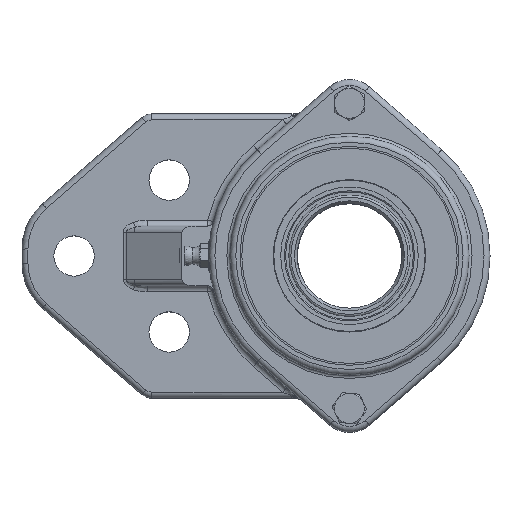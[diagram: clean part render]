
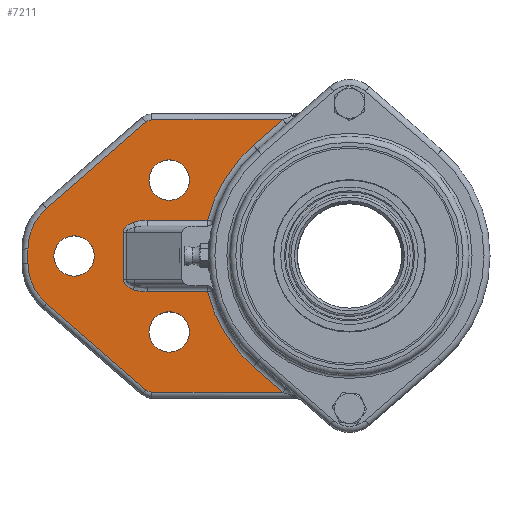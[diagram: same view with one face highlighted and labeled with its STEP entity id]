
A CAD part, top view. The second image highlights one B-rep face of the part: STEP entity #7211.
In plain terms, the highlighted planar face has unit normal (0, 0, 1).
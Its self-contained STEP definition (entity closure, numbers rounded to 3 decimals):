
#15=ELLIPSE('',#7801,8.,4.);
#17=ELLIPSE('',#7807,8.,4.);
#23=ELLIPSE('',#7830,8.,4.);
#24=ELLIPSE('',#7831,8.,4.);
#230=PLANE('',#7824);
#367=FACE_BOUND('',#1958,.T.);
#368=FACE_BOUND('',#1959,.T.);
#369=FACE_BOUND('',#1960,.T.);
#589=LINE('',#11781,#978);
#590=LINE('',#11816,#979);
#592=LINE('',#11921,#981);
#593=LINE('',#11925,#982);
#594=LINE('',#11929,#983);
#595=LINE('',#11933,#984);
#596=LINE('',#11937,#985);
#597=LINE('',#11939,#986);
#598=LINE('',#11943,#987);
#599=LINE('',#11948,#988);
#978=VECTOR('',#9139,10.);
#979=VECTOR('',#9158,10.);
#981=VECTOR('',#9178,10.);
#982=VECTOR('',#9181,10.);
#983=VECTOR('',#9184,10.);
#984=VECTOR('',#9187,10.);
#985=VECTOR('',#9190,10.);
#986=VECTOR('',#9191,10.);
#987=VECTOR('',#9194,10.);
#988=VECTOR('',#9199,10.);
#1529=FACE_OUTER_BOUND('',#1957,.T.);
#1957=EDGE_LOOP('',(#5215,#5216,#5217,#5218,#5219,#5220,#5221,#5222,#5223,
#5224,#5225,#5226,#5227,#5228,#5229,#5230,#5231,#5232,#5233,#5234));
#1958=EDGE_LOOP('',(#5235,#5236));
#1959=EDGE_LOOP('',(#5237,#5238));
#1960=EDGE_LOOP('',(#5239,#5240));
#2448=CIRCLE('',#7811,49.);
#2455=CIRCLE('',#7825,3.);
#2456=CIRCLE('',#7826,18.);
#2457=CIRCLE('',#7827,18.);
#2458=CIRCLE('',#7828,3.);
#2459=CIRCLE('',#7829,49.);
#2460=CIRCLE('',#7832,6.75);
#2461=CIRCLE('',#7833,6.75);
#2462=CIRCLE('',#7834,6.75);
#2463=CIRCLE('',#7835,6.75);
#2464=CIRCLE('',#7836,6.75);
#2465=CIRCLE('',#7837,6.75);
#3014=VERTEX_POINT('',#11766);
#3015=VERTEX_POINT('',#11768);
#3017=VERTEX_POINT('',#11774);
#3020=VERTEX_POINT('',#11779);
#3022=VERTEX_POINT('',#11806);
#3025=VERTEX_POINT('',#11814);
#3031=VERTEX_POINT('',#11920);
#3032=VERTEX_POINT('',#11922);
#3033=VERTEX_POINT('',#11924);
#3034=VERTEX_POINT('',#11926);
#3035=VERTEX_POINT('',#11928);
#3036=VERTEX_POINT('',#11930);
#3037=VERTEX_POINT('',#11932);
#3038=VERTEX_POINT('',#11934);
#3039=VERTEX_POINT('',#11936);
#3040=VERTEX_POINT('',#11938);
#3041=VERTEX_POINT('',#11940);
#3042=VERTEX_POINT('',#11942);
#3043=VERTEX_POINT('',#11944);
#3044=VERTEX_POINT('',#11946);
#3045=VERTEX_POINT('',#11949);
#3046=VERTEX_POINT('',#11950);
#3047=VERTEX_POINT('',#11953);
#3048=VERTEX_POINT('',#11954);
#3049=VERTEX_POINT('',#11957);
#3050=VERTEX_POINT('',#11958);
#3836=EDGE_CURVE('',#3014,#3015,#15,.T.);
#3842=EDGE_CURVE('',#3020,#3017,#589,.T.);
#3843=EDGE_CURVE('',#3017,#3014,#17,.T.);
#3846=EDGE_CURVE('',#3022,#3020,#2448,.T.);
#3850=EDGE_CURVE('',#3025,#3022,#590,.T.);
#3861=EDGE_CURVE('',#3031,#3025,#592,.T.);
#3862=EDGE_CURVE('',#3032,#3031,#2455,.T.);
#3863=EDGE_CURVE('',#3033,#3032,#593,.T.);
#3864=EDGE_CURVE('',#3034,#3033,#2456,.T.);
#3865=EDGE_CURVE('',#3035,#3034,#594,.T.);
#3866=EDGE_CURVE('',#3036,#3035,#2457,.T.);
#3867=EDGE_CURVE('',#3037,#3036,#595,.T.);
#3868=EDGE_CURVE('',#3038,#3037,#2458,.T.);
#3869=EDGE_CURVE('',#3039,#3038,#596,.T.);
#3870=EDGE_CURVE('',#3040,#3039,#597,.T.);
#3871=EDGE_CURVE('',#3041,#3040,#2459,.T.);
#3872=EDGE_CURVE('',#3042,#3041,#598,.T.);
#3873=EDGE_CURVE('',#3043,#3042,#23,.T.);
#3874=EDGE_CURVE('',#3044,#3043,#24,.T.);
#3875=EDGE_CURVE('',#3015,#3044,#599,.T.);
#3876=EDGE_CURVE('',#3045,#3046,#2460,.T.);
#3877=EDGE_CURVE('',#3046,#3045,#2461,.T.);
#3878=EDGE_CURVE('',#3047,#3048,#2462,.T.);
#3879=EDGE_CURVE('',#3048,#3047,#2463,.T.);
#3880=EDGE_CURVE('',#3049,#3050,#2464,.T.);
#3881=EDGE_CURVE('',#3050,#3049,#2465,.T.);
#5215=ORIENTED_EDGE('',*,*,#3836,.F.);
#5216=ORIENTED_EDGE('',*,*,#3843,.F.);
#5217=ORIENTED_EDGE('',*,*,#3842,.F.);
#5218=ORIENTED_EDGE('',*,*,#3846,.F.);
#5219=ORIENTED_EDGE('',*,*,#3850,.F.);
#5220=ORIENTED_EDGE('',*,*,#3861,.F.);
#5221=ORIENTED_EDGE('',*,*,#3862,.F.);
#5222=ORIENTED_EDGE('',*,*,#3863,.F.);
#5223=ORIENTED_EDGE('',*,*,#3864,.F.);
#5224=ORIENTED_EDGE('',*,*,#3865,.F.);
#5225=ORIENTED_EDGE('',*,*,#3866,.F.);
#5226=ORIENTED_EDGE('',*,*,#3867,.F.);
#5227=ORIENTED_EDGE('',*,*,#3868,.F.);
#5228=ORIENTED_EDGE('',*,*,#3869,.F.);
#5229=ORIENTED_EDGE('',*,*,#3870,.F.);
#5230=ORIENTED_EDGE('',*,*,#3871,.F.);
#5231=ORIENTED_EDGE('',*,*,#3872,.F.);
#5232=ORIENTED_EDGE('',*,*,#3873,.F.);
#5233=ORIENTED_EDGE('',*,*,#3874,.F.);
#5234=ORIENTED_EDGE('',*,*,#3875,.F.);
#5235=ORIENTED_EDGE('',*,*,#3876,.T.);
#5236=ORIENTED_EDGE('',*,*,#3877,.T.);
#5237=ORIENTED_EDGE('',*,*,#3878,.T.);
#5238=ORIENTED_EDGE('',*,*,#3879,.T.);
#5239=ORIENTED_EDGE('',*,*,#3880,.T.);
#5240=ORIENTED_EDGE('',*,*,#3881,.T.);
#7211=ADVANCED_FACE('',(#1529,#367,#368,#369),#230,.T.);
#7801=AXIS2_PLACEMENT_3D('',#11769,#9126,#9127);
#7807=AXIS2_PLACEMENT_3D('',#11802,#9140,#9141);
#7811=AXIS2_PLACEMENT_3D('',#11808,#9148,#9149);
#7824=AXIS2_PLACEMENT_3D('',#11919,#9176,#9177);
#7825=AXIS2_PLACEMENT_3D('',#11923,#9179,#9180);
#7826=AXIS2_PLACEMENT_3D('',#11927,#9182,#9183);
#7827=AXIS2_PLACEMENT_3D('',#11931,#9185,#9186);
#7828=AXIS2_PLACEMENT_3D('',#11935,#9188,#9189);
#7829=AXIS2_PLACEMENT_3D('',#11941,#9192,#9193);
#7830=AXIS2_PLACEMENT_3D('',#11945,#9195,#9196);
#7831=AXIS2_PLACEMENT_3D('',#11947,#9197,#9198);
#7832=AXIS2_PLACEMENT_3D('',#11951,#9200,#9201);
#7833=AXIS2_PLACEMENT_3D('',#11952,#9202,#9203);
#7834=AXIS2_PLACEMENT_3D('',#11955,#9204,#9205);
#7835=AXIS2_PLACEMENT_3D('',#11956,#9206,#9207);
#7836=AXIS2_PLACEMENT_3D('',#11959,#9208,#9209);
#7837=AXIS2_PLACEMENT_3D('',#11960,#9210,#9211);
#9126=DIRECTION('center_axis',(0.,0.,1.));
#9127=DIRECTION('ref_axis',(-1.,0.,0.));
#9139=DIRECTION('',(-1.,0.,0.));
#9140=DIRECTION('center_axis',(0.,0.,1.));
#9141=DIRECTION('ref_axis',(-1.,0.,0.));
#9148=DIRECTION('center_axis',(0.,0.,1.));
#9149=DIRECTION('ref_axis',(-0.852,0.524,0.));
#9158=DIRECTION('',(-0.755,-0.656,0.));
#9176=DIRECTION('center_axis',(0.,0.,1.));
#9177=DIRECTION('ref_axis',(1.,0.,0.));
#9178=DIRECTION('',(1.,0.,0.));
#9179=DIRECTION('center_axis',(0.,0.,-1.));
#9180=DIRECTION('ref_axis',(-0.35,0.937,0.));
#9181=DIRECTION('',(0.755,0.656,0.));
#9182=DIRECTION('center_axis',(0.,0.,-1.));
#9183=DIRECTION('ref_axis',(-0.91,0.415,0.));
#9184=DIRECTION('',(0.,1.,0.));
#9185=DIRECTION('center_axis',(0.,0.,-1.));
#9186=DIRECTION('ref_axis',(-0.91,-0.415,0.));
#9187=DIRECTION('',(-0.755,0.656,0.));
#9188=DIRECTION('center_axis',(0.,0.,-1.));
#9189=DIRECTION('ref_axis',(-0.35,-0.937,0.));
#9190=DIRECTION('',(-1.,0.,0.));
#9191=DIRECTION('',(0.755,-0.656,0.));
#9192=DIRECTION('center_axis',(0.,0.,1.));
#9193=DIRECTION('ref_axis',(-0.852,-0.524,0.));
#9194=DIRECTION('',(1.,0.,0.));
#9195=DIRECTION('center_axis',(0.,0.,1.));
#9196=DIRECTION('ref_axis',(-1.,0.,0.));
#9197=DIRECTION('center_axis',(0.,0.,1.));
#9198=DIRECTION('ref_axis',(-1.,0.,0.));
#9199=DIRECTION('',(0.,-1.,0.));
#9200=DIRECTION('center_axis',(0.,0.,-1.));
#9201=DIRECTION('ref_axis',(1.,0.,0.));
#9202=DIRECTION('center_axis',(0.,0.,-1.));
#9203=DIRECTION('ref_axis',(1.,0.,0.));
#9204=DIRECTION('center_axis',(0.,0.,-1.));
#9205=DIRECTION('ref_axis',(1.,0.,0.));
#9206=DIRECTION('center_axis',(0.,0.,-1.));
#9207=DIRECTION('ref_axis',(1.,0.,0.));
#9208=DIRECTION('center_axis',(0.,0.,-1.));
#9209=DIRECTION('ref_axis',(1.,0.,0.));
#9210=DIRECTION('center_axis',(0.,0.,-1.));
#9211=DIRECTION('ref_axis',(1.,0.,0.));
#11766=CARTESIAN_POINT('',(-72.207,11.266,22.5));
#11768=CARTESIAN_POINT('',(-75.588,8.,22.5));
#11769=CARTESIAN_POINT('Origin',(-67.588,8.,22.5));
#11774=CARTESIAN_POINT('',(-67.588,12.,22.5));
#11779=CARTESIAN_POINT('',(-47.508,12.,22.5));
#11781=CARTESIAN_POINT('',(-59.234,12.,22.5));
#11802=CARTESIAN_POINT('Origin',(-67.588,8.,22.5));
#11806=CARTESIAN_POINT('',(-32.125,37.,22.5));
#11808=CARTESIAN_POINT('Origin',(0.,0.,
22.5));
#11814=CARTESIAN_POINT('',(-22.335,45.5,22.5));
#11816=CARTESIAN_POINT('',(-37.16,32.628,22.5));
#11919=CARTESIAN_POINT('Origin',(-60.205,0.,
22.5));
#11920=CARTESIAN_POINT('',(-66.132,45.5,22.5));
#11921=CARTESIAN_POINT('',(-38.593,45.5,22.5));
#11922=CARTESIAN_POINT('',(-68.099,44.765,22.5));
#11923=CARTESIAN_POINT('Origin',(-66.132,42.5,22.5));
#11924=CARTESIAN_POINT('',(-101.301,15.938,22.5));
#11925=CARTESIAN_POINT('',(-76.224,37.711,22.5));
#11926=CARTESIAN_POINT('',(-107.5,2.346,22.5));
#11927=CARTESIAN_POINT('Origin',(-89.5,2.346,22.5));
#11928=CARTESIAN_POINT('',(-107.5,-2.346,22.5));
#11929=CARTESIAN_POINT('',(-107.5,5.734,22.5));
#11930=CARTESIAN_POINT('',(-101.301,-15.938,22.5));
#11931=CARTESIAN_POINT('Origin',(-89.5,-2.346,22.5));
#11932=CARTESIAN_POINT('',(-68.099,-44.765,22.5));
#11933=CARTESIAN_POINT('',(-96.974,-19.695,22.5));
#11934=CARTESIAN_POINT('',(-66.132,-45.5,22.5));
#11935=CARTESIAN_POINT('Origin',(-66.132,-42.5,22.5));
#11936=CARTESIAN_POINT('',(-22.335,-45.5,22.5));
#11937=CARTESIAN_POINT('',(-64.103,-45.5,22.5));
#11938=CARTESIAN_POINT('',(-32.125,-37.,22.5));
#11939=CARTESIAN_POINT('',(-49.289,-22.098,22.5));
#11940=CARTESIAN_POINT('',(-47.508,-12.,22.5));
#11941=CARTESIAN_POINT('Origin',(0.,0.,
22.5));
#11942=CARTESIAN_POINT('',(-67.588,-12.,22.5));
#11943=CARTESIAN_POINT('',(-59.234,-12.,22.5));
#11944=CARTESIAN_POINT('',(-72.207,-11.266,22.5));
#11945=CARTESIAN_POINT('Origin',(-67.588,-8.,22.5));
#11946=CARTESIAN_POINT('',(-75.588,-8.,22.5));
#11947=CARTESIAN_POINT('Origin',(-67.588,-8.,22.5));
#11948=CARTESIAN_POINT('',(-75.588,0.,22.5));
#11949=CARTESIAN_POINT('',(-53.55,-25.4,22.5));
#11950=CARTESIAN_POINT('',(-67.05,-25.4,22.5));
#11951=CARTESIAN_POINT('Origin',(-60.3,-25.4,22.5));
#11952=CARTESIAN_POINT('Origin',(-60.3,-25.4,22.5));
#11953=CARTESIAN_POINT('',(-53.55,25.4,22.5));
#11954=CARTESIAN_POINT('',(-67.05,25.4,22.5));
#11955=CARTESIAN_POINT('Origin',(-60.3,25.4,22.5));
#11956=CARTESIAN_POINT('Origin',(-60.3,25.4,22.5));
#11957=CARTESIAN_POINT('',(-85.35,0.,22.5));
#11958=CARTESIAN_POINT('',(-98.85,0.,22.5));
#11959=CARTESIAN_POINT('Origin',(-92.1,0.,
22.5));
#11960=CARTESIAN_POINT('Origin',(-92.1,0.,
22.5));
